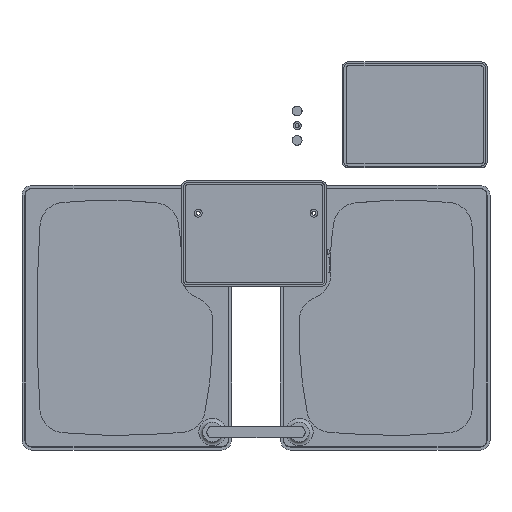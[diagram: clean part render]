
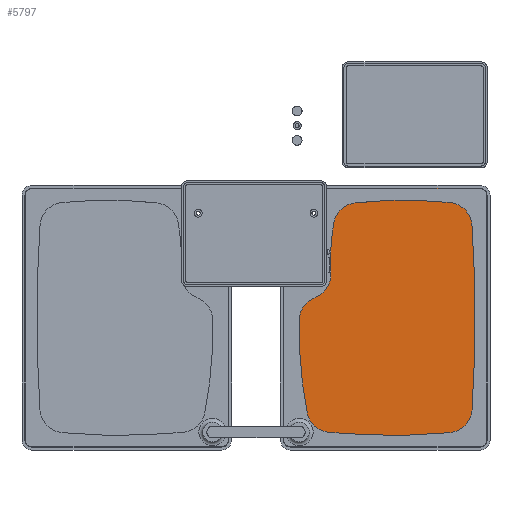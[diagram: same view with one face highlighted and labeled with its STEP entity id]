
A CAD part, top view. The second image highlights one B-rep face of the part: STEP entity #5797.
In plain terms, the highlighted planar face has unit normal (0, 0, 1).
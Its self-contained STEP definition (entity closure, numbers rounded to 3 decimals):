
#104=FACE_BOUND('',#2142,.T.);
#239=PLANE('',#6317);
#574=LINE('',#9051,#1162);
#577=LINE('',#9057,#1165);
#580=LINE('',#9063,#1168);
#583=LINE('',#9069,#1171);
#586=LINE('',#9075,#1174);
#589=LINE('',#9079,#1177);
#593=LINE('',#9093,#1181);
#597=LINE('',#9105,#1185);
#601=LINE('',#9117,#1189);
#605=LINE('',#9127,#1193);
#1162=VECTOR('',#7337,10.);
#1165=VECTOR('',#7342,10.);
#1168=VECTOR('',#7347,10.);
#1171=VECTOR('',#7352,10.);
#1174=VECTOR('',#7357,10.);
#1177=VECTOR('',#7362,10.);
#1181=VECTOR('',#7374,10.);
#1185=VECTOR('',#7386,10.);
#1189=VECTOR('',#7398,10.);
#1193=VECTOR('',#7410,10.);
#1794=FACE_OUTER_BOUND('',#2141,.T.);
#2141=EDGE_LOOP('',(#4705,#4706,#4707,#4708,#4709,#4710,#4711,#4712));
#2142=EDGE_LOOP('',(#4713,#4714,#4715,#4716,#4717,#4718));
#2506=CIRCLE('',#6303,7.);
#2508=CIRCLE('',#6307,7.);
#2510=CIRCLE('',#6311,7.);
#2512=CIRCLE('',#6315,7.);
#2841=VERTEX_POINT('',#9048);
#2842=VERTEX_POINT('',#9050);
#2844=VERTEX_POINT('',#9056);
#2846=VERTEX_POINT('',#9062);
#2848=VERTEX_POINT('',#9068);
#2850=VERTEX_POINT('',#9074);
#2853=VERTEX_POINT('',#9084);
#2854=VERTEX_POINT('',#9086);
#2856=VERTEX_POINT('',#9092);
#2858=VERTEX_POINT('',#9098);
#2860=VERTEX_POINT('',#9104);
#2862=VERTEX_POINT('',#9110);
#2864=VERTEX_POINT('',#9116);
#2866=VERTEX_POINT('',#9122);
#3497=EDGE_CURVE('',#2842,#2841,#574,.T.);
#3500=EDGE_CURVE('',#2844,#2842,#577,.T.);
#3503=EDGE_CURVE('',#2846,#2844,#580,.T.);
#3506=EDGE_CURVE('',#2848,#2846,#583,.T.);
#3509=EDGE_CURVE('',#2850,#2848,#586,.T.);
#3512=EDGE_CURVE('',#2841,#2850,#589,.T.);
#3515=EDGE_CURVE('',#2854,#2853,#2506,.T.);
#3518=EDGE_CURVE('',#2856,#2854,#593,.T.);
#3521=EDGE_CURVE('',#2858,#2856,#2508,.T.);
#3524=EDGE_CURVE('',#2860,#2858,#597,.T.);
#3527=EDGE_CURVE('',#2862,#2860,#2510,.T.);
#3530=EDGE_CURVE('',#2864,#2862,#601,.T.);
#3533=EDGE_CURVE('',#2866,#2864,#2512,.T.);
#3536=EDGE_CURVE('',#2853,#2866,#605,.T.);
#4705=ORIENTED_EDGE('',*,*,#3536,.T.);
#4706=ORIENTED_EDGE('',*,*,#3533,.T.);
#4707=ORIENTED_EDGE('',*,*,#3530,.T.);
#4708=ORIENTED_EDGE('',*,*,#3527,.T.);
#4709=ORIENTED_EDGE('',*,*,#3524,.T.);
#4710=ORIENTED_EDGE('',*,*,#3521,.T.);
#4711=ORIENTED_EDGE('',*,*,#3518,.T.);
#4712=ORIENTED_EDGE('',*,*,#3515,.T.);
#4713=ORIENTED_EDGE('',*,*,#3512,.T.);
#4714=ORIENTED_EDGE('',*,*,#3509,.T.);
#4715=ORIENTED_EDGE('',*,*,#3506,.T.);
#4716=ORIENTED_EDGE('',*,*,#3503,.T.);
#4717=ORIENTED_EDGE('',*,*,#3500,.T.);
#4718=ORIENTED_EDGE('',*,*,#3497,.T.);
#5797=ADVANCED_FACE('',(#1794,#104),#239,.F.);
#6303=AXIS2_PLACEMENT_3D('',#9087,#7368,#7369);
#6307=AXIS2_PLACEMENT_3D('',#9099,#7380,#7381);
#6311=AXIS2_PLACEMENT_3D('',#9111,#7392,#7393);
#6315=AXIS2_PLACEMENT_3D('',#9123,#7404,#7405);
#6317=AXIS2_PLACEMENT_3D('',#9128,#7411,#7412);
#7337=DIRECTION('',(1.,0.,0.));
#7342=DIRECTION('',(0.5,0.866,0.));
#7347=DIRECTION('',(-0.5,0.866,0.));
#7352=DIRECTION('',(-1.,0.,0.));
#7357=DIRECTION('',(-0.5,-0.866,0.));
#7362=DIRECTION('',(0.5,-0.866,0.));
#7368=DIRECTION('center_axis',(0.,0.,1.));
#7369=DIRECTION('ref_axis',(1.,0.,0.));
#7374=DIRECTION('',(1.,0.,0.));
#7380=DIRECTION('center_axis',(0.,0.,1.));
#7381=DIRECTION('ref_axis',(0.,-1.,0.));
#7386=DIRECTION('',(0.,-1.,0.));
#7392=DIRECTION('center_axis',(0.,0.,1.));
#7393=DIRECTION('ref_axis',(-1.,0.,0.));
#7398=DIRECTION('',(-1.,0.,0.));
#7404=DIRECTION('center_axis',(0.,0.,1.));
#7405=DIRECTION('ref_axis',(0.,1.,0.));
#7410=DIRECTION('',(0.,1.,0.));
#7411=DIRECTION('center_axis',(0.,0.,-1.));
#7412=DIRECTION('ref_axis',(-1.,0.,0.));
#9048=CARTESIAN_POINT('',(61.309,-29.3,3.));
#9050=CARTESIAN_POINT('',(56.691,-29.3,3.));
#9051=CARTESIAN_POINT('',(96.607,-29.3,3.));
#9056=CARTESIAN_POINT('',(54.381,-33.3,3.));
#9057=CARTESIAN_POINT('',(42.125,-54.528,3.));
#9062=CARTESIAN_POINT('',(56.691,-37.3,3.));
#9063=CARTESIAN_POINT('',(87.173,-90.097,3.));
#9068=CARTESIAN_POINT('',(61.309,-37.3,3.));
#9069=CARTESIAN_POINT('',(94.297,-37.3,3.));
#9074=CARTESIAN_POINT('',(63.619,-33.3,3.));
#9075=CARTESIAN_POINT('',(47.898,-60.528,3.));
#9079=CARTESIAN_POINT('',(95.256,-88.097,3.));
#9084=CARTESIAN_POINT('',(235.807,-265.,3.));
#9086=CARTESIAN_POINT('',(228.807,-272.,3.));
#9087=CARTESIAN_POINT('Origin',(228.807,-265.,3.));
#9092=CARTESIAN_POINT('',(35.,-272.,3.));
#9093=CARTESIAN_POINT('',(83.452,-272.,3.));
#9098=CARTESIAN_POINT('',(28.,-265.,3.));
#9099=CARTESIAN_POINT('Origin',(35.,-265.,3.));
#9104=CARTESIAN_POINT('',(28.,-15.,3.));
#9105=CARTESIAN_POINT('',(28.,-77.5,3.));
#9110=CARTESIAN_POINT('',(35.,-8.,3.));
#9111=CARTESIAN_POINT('Origin',(35.,-15.,3.));
#9116=CARTESIAN_POINT('',(228.807,-8.,3.));
#9117=CARTESIAN_POINT('',(180.356,-8.,3.));
#9122=CARTESIAN_POINT('',(235.807,-15.,3.));
#9123=CARTESIAN_POINT('Origin',(228.807,-15.,3.));
#9127=CARTESIAN_POINT('',(235.807,-202.5,3.));
#9128=CARTESIAN_POINT('Origin',(131.904,-140.,3.));
